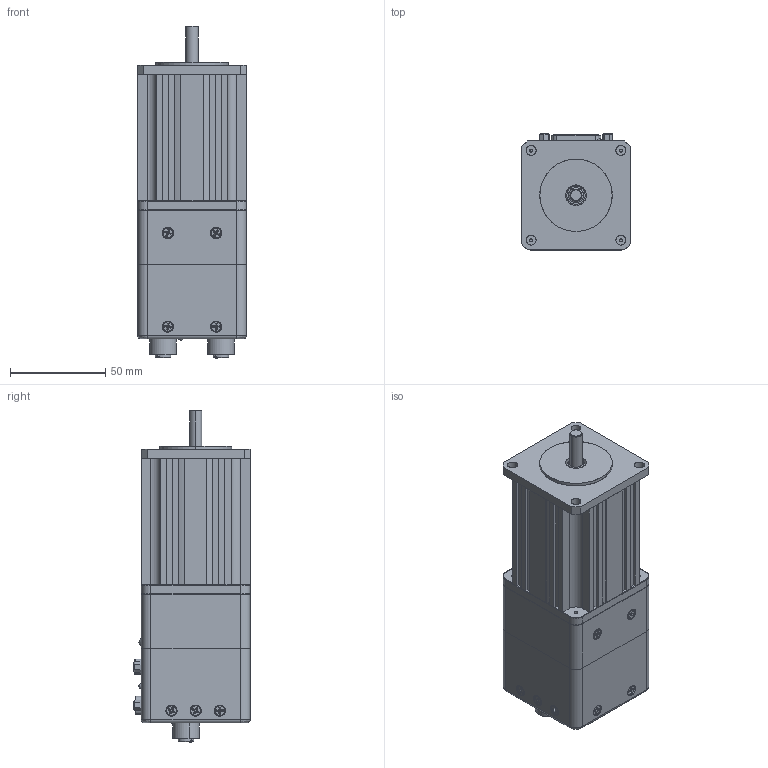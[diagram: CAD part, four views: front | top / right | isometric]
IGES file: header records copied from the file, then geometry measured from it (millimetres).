
Start section: SolidWorks IGES file using analytic representation for surfaces
Global section: file name: SM23375x-BRK-C-AD1.IGS; native system: SolidWorks 2010; preprocessor: SolidWorks 2010; author: mtran; date: 101014.140113; units: inch
Bounding box: 57.15 x 61.02 x 174.45 mm (x, y, z)
Surface area: 51669.7 mm2 (no closed solid volume)
Topology: 0 solids, 0 shells, 1200 faces, 13706 edges, 13589 vertices
Faces by surface type: revolution 664, bspline 536
